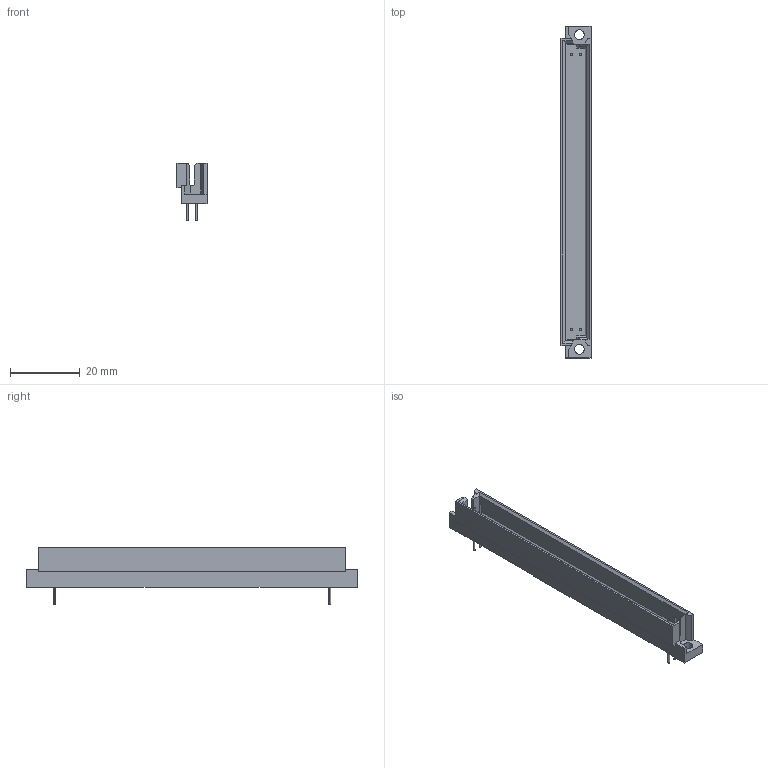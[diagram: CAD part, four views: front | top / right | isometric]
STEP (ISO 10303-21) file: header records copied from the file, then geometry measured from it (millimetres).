
FILE_DESCRIPTION((''),'2;1');
FILE_NAME('HARTING_09 72 164 6904.stp','2012-03-27T14:28:24',(''),(''),'Mechanical Desktop 2011','Mechanical Desktop 2011',', , ');
FILE_SCHEMA(('AUTOMOTIVE_DESIGN { 1 2 10303 214 1 1 1 1 }'));
Length unit declared in the file: millimetre
Products named in the file (1): Product
Bounding box: 8.6 x 95 x 16.4 mm (x, y, z)
Volume: 4871.8 mm3; surface area: 5050.2 mm2
Topology: 9 solids, 9 shells, 94 faces, 214 edges, 138 vertices
Faces by surface type: plane 74, cylinder 20
Entity records: 2658 total; most frequent: CARTESIAN_POINT 447, DIRECTION 444, ORIENTED_EDGE 428, EDGE_CURVE 214, VECTOR 174, LINE 174, VERTEX_POINT 138, AXIS2_PLACEMENT_3D 135
